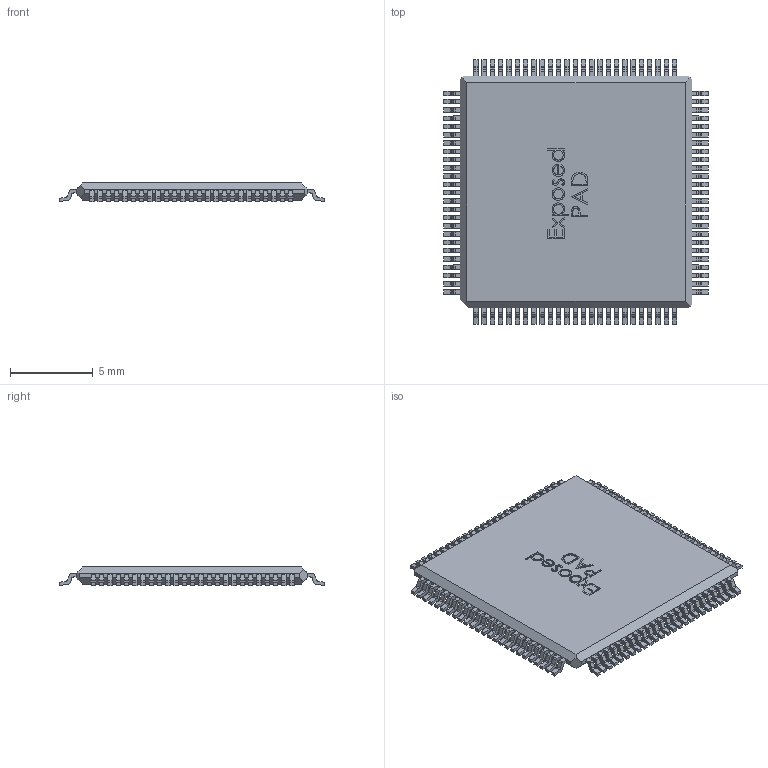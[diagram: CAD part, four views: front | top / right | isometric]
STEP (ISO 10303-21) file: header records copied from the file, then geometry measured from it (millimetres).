
FILE_DESCRIPTION(('FreeCAD Model'),'2;1');
FILE_NAME('SW3dPS-TQFP100.step', '2018-10-27T10:01:24',('kicad StepUp'),('ksu MCAD'), 'Open CASCADE STEP processor 7.2','FreeCAD','Unknown');
FILE_SCHEMA(('AUTOMOTIVE_DESIGN_CC2 { 1 2 10303 214 -1 1 5 4 }'));
Length unit declared in the file: millimetre
Products named in the file (1): SW3dPS-TQFP100
Bounding box: 16 x 16 x 1.15 mm (x, y, z)
Volume: 204.1 mm3; surface area: 546.1 mm2
Topology: 1 solids, 1 shells, 1465 faces, 4038 edges, 2692 vertices
Faces by surface type: plane 999, cylinder 400, bspline 66
Entity records: 59772 total; most frequent: CARTESIAN_POINT 11750, ORIENTED_EDGE 8076, DIRECTION 7506, EDGE_CURVE 4038, LINE 3106, VECTOR 3106, VERTEX_POINT 2692, AXIS2_PLACEMENT_3D 2200
